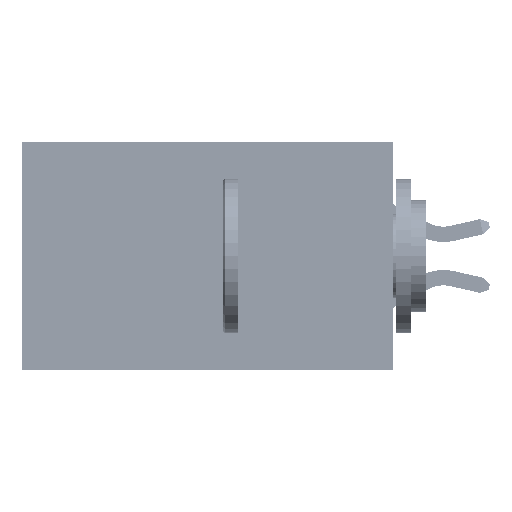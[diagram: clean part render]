
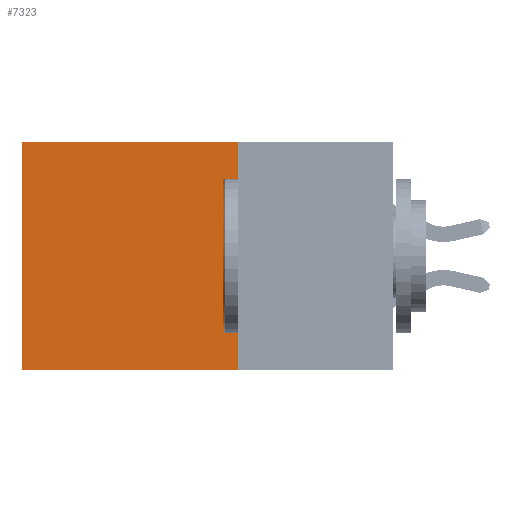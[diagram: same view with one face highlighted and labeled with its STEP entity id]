
A CAD part, left-side view. The second image highlights one B-rep face of the part: STEP entity #7323.
In plain terms, the highlighted planar face has unit normal (-1, 0, 0).
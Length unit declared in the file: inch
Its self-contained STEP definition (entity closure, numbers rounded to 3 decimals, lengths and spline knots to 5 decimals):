
#913 = VECTOR ( 'NONE', #3064, 39.37008 ) ;
#1133 = DIRECTION ( 'NONE',  ( 0., 0., -1. ) ) ;
#3064 = DIRECTION ( 'NONE',  ( 0., 1., 0. ) ) ;
#5088 = ORIENTED_EDGE ( 'NONE', *, *, #31474, .T. ) ;
#7323 = ADVANCED_FACE ( 'NONE', ( #46755 ), #47763, .F. ) ;
#7564 = CARTESIAN_POINT ( 'NONE',  ( 0.2875, 0.25, 0. ) ) ;
#7573 = VECTOR ( 'NONE', #1133, 39.37008 ) ;
#10167 = DIRECTION ( 'NONE',  ( 0., 0., -1. ) ) ;
#12273 = DIRECTION ( 'NONE',  ( 0., 0., -1. ) ) ;
#12500 = VERTEX_POINT ( 'NONE', #40740 ) ;
#12565 = LINE ( 'NONE', #30801, #913 ) ;
#14521 = EDGE_LOOP ( 'NONE', ( #34937, #29732, #28910, #5088 ) ) ;
#17989 = LINE ( 'NONE', #43789, #7573 ) ;
#18660 = VERTEX_POINT ( 'NONE', #37398 ) ;
#20406 = VECTOR ( 'NONE', #47018, 39.37008 ) ;
#20444 = AXIS2_PLACEMENT_3D ( 'NONE', #28368, #32119, #12273 ) ;
#28103 = EDGE_CURVE ( 'NONE', #18660, #31941, #39018, .T. ) ;
#28368 = CARTESIAN_POINT ( 'NONE',  ( 0.2875, 0.25, 0. ) ) ;
#28444 = LINE ( 'NONE', #7564, #20406 ) ;
#28910 = ORIENTED_EDGE ( 'NONE', *, *, #28103, .F. ) ;
#29732 = ORIENTED_EDGE ( 'NONE', *, *, #50727, .F. ) ;
#30801 = CARTESIAN_POINT ( 'NONE',  ( 0.2875, 0.25, -0.37 ) ) ;
#31474 = EDGE_CURVE ( 'NONE', #18660, #38503, #28444, .T. ) ;
#31941 = VERTEX_POINT ( 'NONE', #41957 ) ;
#32119 = DIRECTION ( 'NONE',  ( 1., 0., 0. ) ) ;
#32946 = EDGE_CURVE ( 'NONE', #38503, #12500, #17989, .T. ) ;
#34060 = VECTOR ( 'NONE', #10167, 39.37008 ) ;
#34937 = ORIENTED_EDGE ( 'NONE', *, *, #32946, .T. ) ;
#37398 = CARTESIAN_POINT ( 'NONE',  ( 0.2875, 0.25, 0. ) ) ;
#38503 = VERTEX_POINT ( 'NONE', #50206 ) ;
#39018 = LINE ( 'NONE', #44778, #34060 ) ;
#40740 = CARTESIAN_POINT ( 'NONE',  ( 0.2875, 0.6, -0.37 ) ) ;
#41957 = CARTESIAN_POINT ( 'NONE',  ( 0.2875, 0.25, -0.37 ) ) ;
#43789 = CARTESIAN_POINT ( 'NONE',  ( 0.2875, 0.6, 0. ) ) ;
#44778 = CARTESIAN_POINT ( 'NONE',  ( 0.2875, 0.25, 0. ) ) ;
#46755 = FACE_OUTER_BOUND ( 'NONE', #14521, .T. ) ;
#47018 = DIRECTION ( 'NONE',  ( 0., 1., 0. ) ) ;
#47763 = PLANE ( 'NONE',  #20444 ) ;
#50206 = CARTESIAN_POINT ( 'NONE',  ( 0.2875, 0.6, 0. ) ) ;
#50727 = EDGE_CURVE ( 'NONE', #31941, #12500, #12565, .T. ) ;
